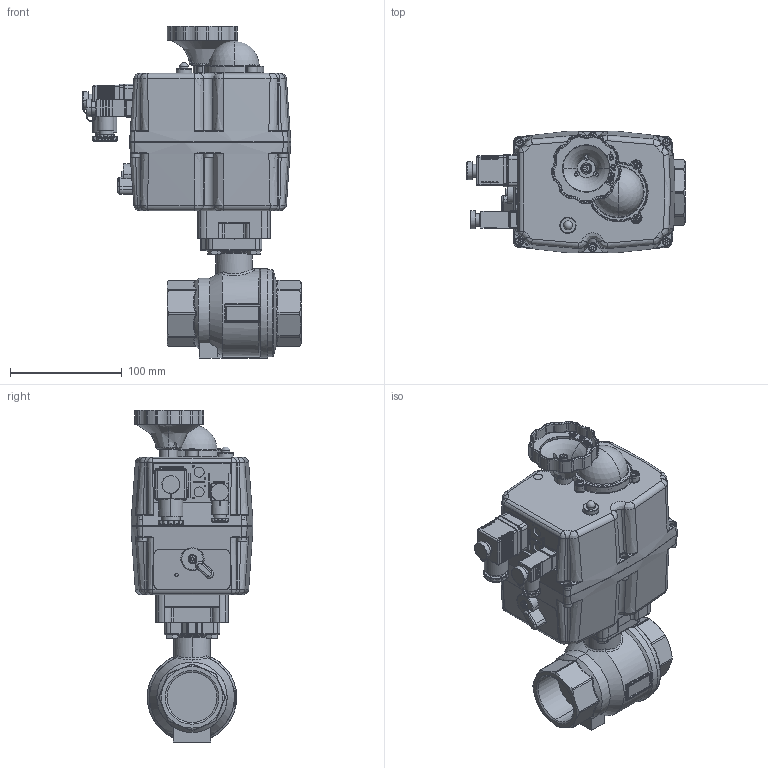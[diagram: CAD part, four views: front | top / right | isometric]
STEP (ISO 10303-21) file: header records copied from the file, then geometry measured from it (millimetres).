
FILE_DESCRIPTION(('HOOPS Exchange Step'),'2;1');
FILE_NAME('EK02_DN40_DVGW.stp','2025-05-14T13:34:38+02:00',('nieru'),('Unknown organisation'),'HOOPS Exchange 2024.2','HOOPS Exchange','Unknown authorisation');
FILE_SCHEMA( ('AP203_CONFIGURATION_CONTROLLED_3D_DESIGN_OF_MECHANICAL_PARTS_AND_ASSEMBLIES_MIM_LF') );
Length unit declared in the file: millimetre
Products named in the file (5): 0; root
Assembly tree (4 placements, depth 4):
  root
    0
      0
        0
        0
Bounding box: 195.33 x 108.75 x 297.45 mm (x, y, z)
Volume: 2128081.7 mm3; surface area: 285298.3 mm2
Topology: 47 solids, 47 shells, 3712 faces, 9303 edges, 5716 vertices
Faces by surface type: cylinder 1234, plane 902, bspline 708, torus 642, cone 179, sphere 47
Full cylindrical faces by diameter (mm): 2.204 x3, 7.825 x1, 11 x1, 11.516 x1, 14 x1, 14.894 x1, 16.5 x1, 30 x1, 36.194 x1, 39.9 x1, 45 x1
Entity records: 187259 total; most frequent: CARTESIAN_POINT 108592, ORIENTED_EDGE 18454, DIRECTION 13176, EDGE_CURVE 9227, VERTEX_POINT 5716, AXIS2_PLACEMENT_3D 5388, EDGE_LOOP 3927, FACE_BOUND 3927
